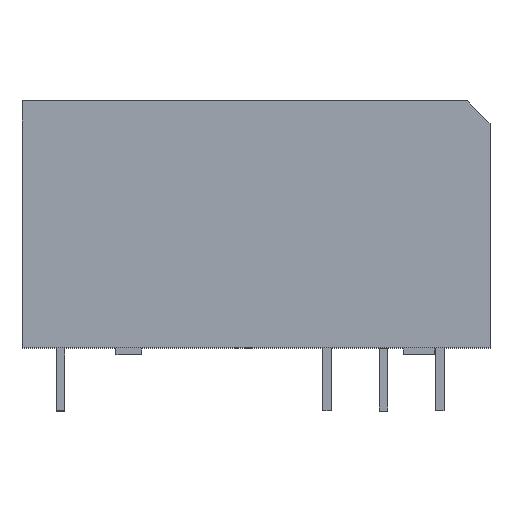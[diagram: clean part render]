
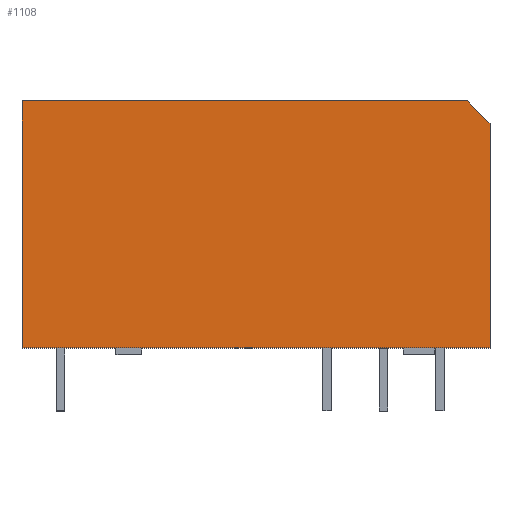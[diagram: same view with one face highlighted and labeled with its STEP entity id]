
A CAD part, top view. The second image highlights one B-rep face of the part: STEP entity #1108.
In plain terms, the highlighted planar face has unit normal (0, 0, 1).
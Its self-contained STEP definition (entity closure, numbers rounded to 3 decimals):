
#142 = LINE ( 'NONE', #143, #144 ) ;
#143 = CARTESIAN_POINT ( 'NONE',  ( 26.6, 15.7, 2.6 ) ) ;
#144 = VECTOR ( 'NONE', #145, 1000. ) ;
#145 = DIRECTION ( 'NONE',  ( 0., -1., 0. ) ) ;
#185 = CARTESIAN_POINT ( 'NONE',  ( 26.6, 0.4, 2.6 ) ) ;
#216 = LINE ( 'NONE', #217, #218 ) ;
#217 = CARTESIAN_POINT ( 'NONE',  ( -2.4, 15.7, 2.6 ) ) ;
#218 = VECTOR ( 'NONE', #219, 1000. ) ;
#219 = DIRECTION ( 'NONE',  ( 1., 0., 0. ) ) ;
#230 = CARTESIAN_POINT ( 'NONE',  ( -2.4, 15.7, 2.6 ) ) ;
#255 = ORIENTED_EDGE ( 'NONE', *, *, #1497, .T. ) ;
#299 = CARTESIAN_POINT ( 'NONE',  ( 25.2, 15.7, 2.6 ) ) ;
#374 = LINE ( 'NONE', #375, #379 ) ;
#375 = CARTESIAN_POINT ( 'NONE',  ( -2.4, 0.4, 2.6 ) ) ;
#379 = VECTOR ( 'NONE', #380, 1000. ) ;
#380 = DIRECTION ( 'NONE',  ( 1., 0., 0. ) ) ;
#582 = LINE ( 'NONE', #583, #584 ) ;
#583 = CARTESIAN_POINT ( 'NONE',  ( -2.4, 15.7, 2.6 ) ) ;
#584 = VECTOR ( 'NONE', #585, 1000. ) ;
#585 = DIRECTION ( 'NONE',  ( 0., -1., 0. ) ) ;
#611 = CARTESIAN_POINT ( 'NONE',  ( -2.4, 0.4, 2.6 ) ) ;
#616 = LINE ( 'NONE', #617, #618 ) ;
#617 = CARTESIAN_POINT ( 'NONE',  ( 25.2, 15.7, 2.6 ) ) ;
#618 = VECTOR ( 'NONE', #619, 1000. ) ;
#619 = DIRECTION ( 'NONE',  ( -0.707, 0.707, 0. ) ) ;
#645 = VERTEX_POINT ( 'NONE', #299 ) ;
#722 = FACE_OUTER_BOUND ( 'NONE', #1466, .T. ) ;
#723 = PLANE ( 'NONE',  #724 ) ;
#724 = AXIS2_PLACEMENT_3D ( 'NONE', #725, #726, #727 ) ;
#725 = CARTESIAN_POINT ( 'NONE',  ( -2.4, 15.7, 2.6 ) ) ;
#726 = DIRECTION ( 'NONE',  ( 0., 0., -1. ) ) ;
#727 = DIRECTION ( 'NONE',  ( -1., 0., 0. ) ) ;
#759 = CARTESIAN_POINT ( 'NONE',  ( 26.6, 14.3, 2.6 ) ) ;
#1059 = VERTEX_POINT ( 'NONE', #611 ) ;
#1108 = ADVANCED_FACE ( 'NONE', ( #722 ), #723, .F. ) ;
#1120 = VERTEX_POINT ( 'NONE', #759 ) ;
#1260 = ORIENTED_EDGE ( 'NONE', *, *, #1459, .T. ) ;
#1275 = EDGE_CURVE ( 'NONE', #1120, #1280, #142, .T. ) ;
#1280 = VERTEX_POINT ( 'NONE', #185 ) ;
#1293 = VERTEX_POINT ( 'NONE', #230 ) ;
#1319 = ORIENTED_EDGE ( 'NONE', *, *, #1539, .F. ) ;
#1375 = ORIENTED_EDGE ( 'NONE', *, *, #1275, .F. ) ;
#1410 = ORIENTED_EDGE ( 'NONE', *, *, #1491, .T. ) ;
#1459 = EDGE_CURVE ( 'NONE', #1059, #1280, #374, .T. ) ;
#1466 = EDGE_LOOP ( 'NONE', ( #1375, #255, #1319, #1410, #1260 ) ) ;
#1491 = EDGE_CURVE ( 'NONE', #1293, #1059, #582, .T. ) ;
#1497 = EDGE_CURVE ( 'NONE', #1120, #645, #616, .T. ) ;
#1539 = EDGE_CURVE ( 'NONE', #1293, #645, #216, .T. ) ;
